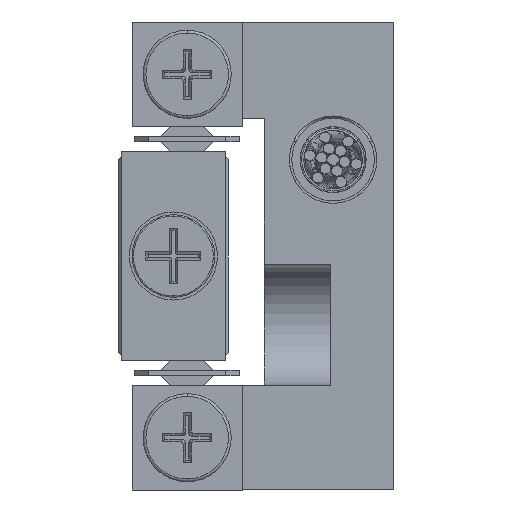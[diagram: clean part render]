
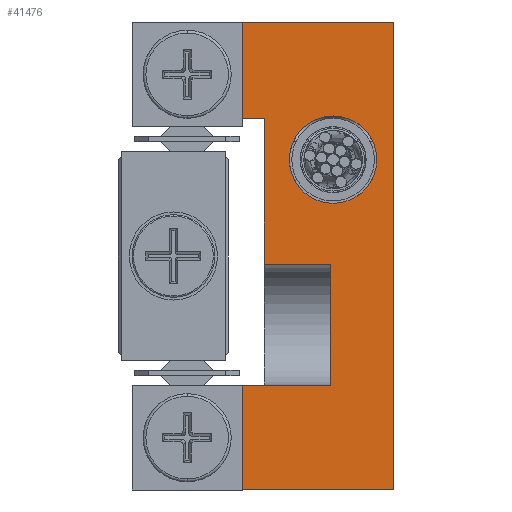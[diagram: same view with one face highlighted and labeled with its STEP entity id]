
A CAD part, left-side view. The second image highlights one B-rep face of the part: STEP entity #41476.
In plain terms, the highlighted planar face has unit normal (-1, 0, 0).
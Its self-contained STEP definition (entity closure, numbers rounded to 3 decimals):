
#433 = CARTESIAN_POINT ( 'NONE',  ( -20., 4.7, 4.8 ) ) ;
#2105 = CARTESIAN_POINT ( 'NONE',  ( -20., 0., 8.3 ) ) ;
#3100 = CARTESIAN_POINT ( 'NONE',  ( -20., 5.5, -10. ) ) ;
#3290 = VERTEX_POINT ( 'NONE', #25349 ) ;
#3375 = CARTESIAN_POINT ( 'NONE',  ( -20., 5.5, -4.9 ) ) ;
#4632 = CARTESIAN_POINT ( 'NONE',  ( -20., 2.3, -10. ) ) ;
#4972 = VERTEX_POINT ( 'NONE', #3375 ) ;
#5097 = DIRECTION ( 'NONE',  ( 0., 1., 0. ) ) ;
#5654 = EDGE_CURVE ( 'NONE', #9370, #6755, #56505, .T. ) ;
#6533 = VECTOR ( 'NONE', #15372, 1000. ) ;
#6755 = VERTEX_POINT ( 'NONE', #14045 ) ;
#6860 = ORIENTED_EDGE ( 'NONE', *, *, #17363, .T. ) ;
#7547 = CARTESIAN_POINT ( 'NONE',  ( -20., 2.3, -0.5 ) ) ;
#8613 = EDGE_CURVE ( 'NONE', #28429, #34459, #47083, .T. ) ;
#8730 = VERTEX_POINT ( 'NONE', #47879 ) ;
#9226 = DIRECTION ( 'NONE',  ( 0., 0., -1. ) ) ;
#9370 = VERTEX_POINT ( 'NONE', #7547 ) ;
#9463 = ORIENTED_EDGE ( 'NONE', *, *, #5654, .F. ) ;
#10293 = VERTEX_POINT ( 'NONE', #2105 ) ;
#11357 = CIRCLE ( 'NONE', #42854, 1.587 ) ;
#11539 = FACE_OUTER_BOUND ( 'NONE', #37567, .T. ) ;
#12592 = CARTESIAN_POINT ( 'NONE',  ( -20., 5.5, -10. ) ) ;
#13479 = CARTESIAN_POINT ( 'NONE',  ( -20., 2.2, 1.712 ) ) ;
#14045 = CARTESIAN_POINT ( 'NONE',  ( -20., 4.7, -0.5 ) ) ;
#14276 = DIRECTION ( 'NONE',  ( 0., 0., 1. ) ) ;
#14728 = DIRECTION ( 'NONE',  ( -1., 0., 0. ) ) ;
#15372 = DIRECTION ( 'NONE',  ( 0., 0., 1. ) ) ;
#15480 = VECTOR ( 'NONE', #27296, 1000. ) ;
#15738 = DIRECTION ( 'NONE',  ( 1., 0., 0. ) ) ;
#16862 = CARTESIAN_POINT ( 'NONE',  ( -20., 0., -8.7 ) ) ;
#17363 = EDGE_CURVE ( 'NONE', #9370, #38794, #32411, .T. ) ;
#18027 = CARTESIAN_POINT ( 'NONE',  ( -20., 5.5, 8.3 ) ) ;
#18118 = CARTESIAN_POINT ( 'NONE',  ( -20., 5.5, -8.7 ) ) ;
#18206 = CARTESIAN_POINT ( 'NONE',  ( -20., 4.7, 4.8 ) ) ;
#20272 = EDGE_CURVE ( 'NONE', #3290, #4972, #44865, .T. ) ;
#21119 = FACE_BOUND ( 'NONE', #45031, .T. ) ;
#22132 = ORIENTED_EDGE ( 'NONE', *, *, #22424, .T. ) ;
#22424 = EDGE_CURVE ( 'NONE', #55435, #51618, #53074, .T. ) ;
#22874 = DIRECTION ( 'NONE',  ( 0., 0., -1. ) ) ;
#23477 = DIRECTION ( 'NONE',  ( 0., -1., 0. ) ) ;
#25300 = PLANE ( 'NONE',  #27865 ) ;
#25349 = CARTESIAN_POINT ( 'NONE',  ( -20., 5.5, -8.7 ) ) ;
#25628 = VECTOR ( 'NONE', #9226, 1000. ) ;
#27296 = DIRECTION ( 'NONE',  ( 0., 1., 0. ) ) ;
#27832 = LINE ( 'NONE', #46038, #52343 ) ;
#27865 = AXIS2_PLACEMENT_3D ( 'NONE', #38456, #15738, #38164 ) ;
#28429 = VERTEX_POINT ( 'NONE', #13479 ) ;
#28484 = VECTOR ( 'NONE', #23477, 1000. ) ;
#28539 = CARTESIAN_POINT ( 'NONE',  ( -20., 5.5, 4.8 ) ) ;
#29019 = EDGE_CURVE ( 'NONE', #38794, #4972, #27832, .T. ) ;
#29143 = ORIENTED_EDGE ( 'NONE', *, *, #53116, .T. ) ;
#29922 = AXIS2_PLACEMENT_3D ( 'NONE', #56242, #14728, #56542 ) ;
#30048 = EDGE_CURVE ( 'NONE', #51618, #6755, #32237, .T. ) ;
#32237 = LINE ( 'NONE', #18206, #25628 ) ;
#32411 = LINE ( 'NONE', #4632, #37634 ) ;
#32436 = LINE ( 'NONE', #18118, #28484 ) ;
#32753 = ORIENTED_EDGE ( 'NONE', *, *, #44055, .T. ) ;
#34459 = VERTEX_POINT ( 'NONE', #55392 ) ;
#34861 = EDGE_CURVE ( 'NONE', #55435, #8730, #44052, .T. ) ;
#36663 = EDGE_CURVE ( 'NONE', #34459, #28429, #11357, .T. ) ;
#37567 = EDGE_LOOP ( 'NONE', ( #45788, #53253, #29143, #32753, #47192, #22132, #57421, #9463, #6860, #49782 ) ) ;
#37634 = VECTOR ( 'NONE', #22874, 1000. ) ;
#38164 = DIRECTION ( 'NONE',  ( 0., 0., -1. ) ) ;
#38314 = VECTOR ( 'NONE', #14276, 1000. ) ;
#38456 = CARTESIAN_POINT ( 'NONE',  ( -20., 5.5, -10. ) ) ;
#38794 = VERTEX_POINT ( 'NONE', #56263 ) ;
#39783 = VECTOR ( 'NONE', #58148, 1000. ) ;
#39798 = DIRECTION ( 'NONE',  ( 0., 0., 1. ) ) ;
#41476 = ADVANCED_FACE ( 'NONE', ( #21119, #11539 ), #25300, .F. ) ;
#41479 = CARTESIAN_POINT ( 'NONE',  ( -20., 0., -10. ) ) ;
#42051 = LINE ( 'NONE', #41479, #38314 ) ;
#42490 = VECTOR ( 'NONE', #39798, 1000. ) ;
#42495 = DIRECTION ( 'NONE',  ( 0., 1., 0. ) ) ;
#42854 = AXIS2_PLACEMENT_3D ( 'NONE', #51987, #51395, #47208 ) ;
#44052 = LINE ( 'NONE', #3100, #6533 ) ;
#44055 = EDGE_CURVE ( 'NONE', #10293, #8730, #51121, .T. ) ;
#44865 = LINE ( 'NONE', #12592, #42490 ) ;
#45031 = EDGE_LOOP ( 'NONE', ( #48703, #59138 ) ) ;
#45788 = ORIENTED_EDGE ( 'NONE', *, *, #20272, .F. ) ;
#46038 = CARTESIAN_POINT ( 'NONE',  ( -20., 5.5, -4.9 ) ) ;
#47083 = CIRCLE ( 'NONE', #29922, 1.587 ) ;
#47192 = ORIENTED_EDGE ( 'NONE', *, *, #34861, .F. ) ;
#47208 = DIRECTION ( 'NONE',  ( 0., 0., 1. ) ) ;
#47879 = CARTESIAN_POINT ( 'NONE',  ( -20., 5.5, 8.3 ) ) ;
#48703 = ORIENTED_EDGE ( 'NONE', *, *, #36663, .F. ) ;
#49782 = ORIENTED_EDGE ( 'NONE', *, *, #29019, .T. ) ;
#49787 = VERTEX_POINT ( 'NONE', #16862 ) ;
#51121 = LINE ( 'NONE', #18027, #15480 ) ;
#51192 = VECTOR ( 'NONE', #42495, 1000. ) ;
#51395 = DIRECTION ( 'NONE',  ( -1., 0., 0. ) ) ;
#51618 = VERTEX_POINT ( 'NONE', #433 ) ;
#51987 = CARTESIAN_POINT ( 'NONE',  ( -20., 2.2, 3.3 ) ) ;
#52343 = VECTOR ( 'NONE', #5097, 1000. ) ;
#53074 = LINE ( 'NONE', #57257, #39783 ) ;
#53116 = EDGE_CURVE ( 'NONE', #49787, #10293, #42051, .T. ) ;
#53253 = ORIENTED_EDGE ( 'NONE', *, *, #54244, .T. ) ;
#54244 = EDGE_CURVE ( 'NONE', #3290, #49787, #32436, .T. ) ;
#55392 = CARTESIAN_POINT ( 'NONE',  ( -20., 2.2, 4.887 ) ) ;
#55435 = VERTEX_POINT ( 'NONE', #28539 ) ;
#56207 = CARTESIAN_POINT ( 'NONE',  ( -20., -2.533, -0.5 ) ) ;
#56242 = CARTESIAN_POINT ( 'NONE',  ( -20., 2.2, 3.3 ) ) ;
#56263 = CARTESIAN_POINT ( 'NONE',  ( -20., 2.3, -4.9 ) ) ;
#56505 = LINE ( 'NONE', #56207, #51192 ) ;
#56542 = DIRECTION ( 'NONE',  ( 0., 0., 1. ) ) ;
#57257 = CARTESIAN_POINT ( 'NONE',  ( -20., 5.5, 4.8 ) ) ;
#57421 = ORIENTED_EDGE ( 'NONE', *, *, #30048, .T. ) ;
#58148 = DIRECTION ( 'NONE',  ( 0., -1., 0. ) ) ;
#59138 = ORIENTED_EDGE ( 'NONE', *, *, #8613, .F. ) ;
